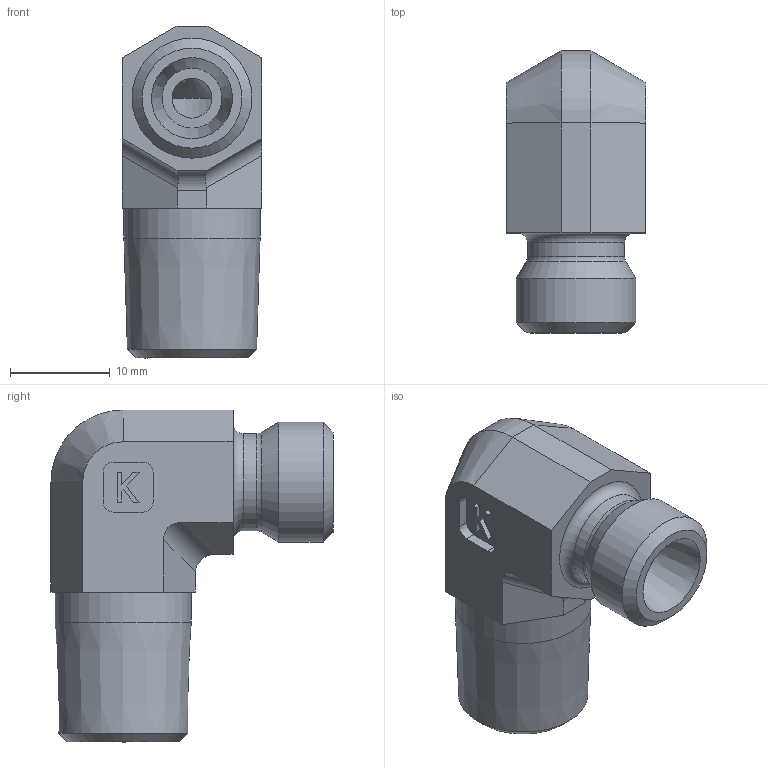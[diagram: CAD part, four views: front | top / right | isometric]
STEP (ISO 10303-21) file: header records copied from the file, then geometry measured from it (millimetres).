
FILE_DESCRIPTION((''),'2;1');
FILE_NAME('23002062812.stp','2014-08-27T10:37:50',(''),('KNOMI spol. s r. o.'),'Autodesk Inventor 2012','Autodesk Inventor 2012','');
FILE_SCHEMA(('AUTOMOTIVE_DESIGN { 1 2 10303 214 0 1 1 1 }'));
Length unit declared in the file: millimetre
Products named in the file (1): LHCR2 6LRkuž R1/4/M12x1
Bounding box: 14 x 28.22 x 33.22 mm (x, y, z)
Volume: 4868.7 mm3; surface area: 3200.7 mm2
Topology: 1 solids, 1 shells, 62 faces, 157 edges, 101 vertices
Faces by surface type: plane 37, cylinder 14, cone 9, torus 2
Full cylindrical faces by diameter (mm): 4 x1, 6 x1, 8 x1, 9.7 x1, 12 x1, 13.626 x1
Entity records: 1800 total; most frequent: CARTESIAN_POINT 346, DIRECTION 298, ORIENTED_EDGE 272, EDGE_CURVE 136, AXIS2_PLACEMENT_3D 101, VECTOR 96, LINE 96, VERTEX_POINT 95
